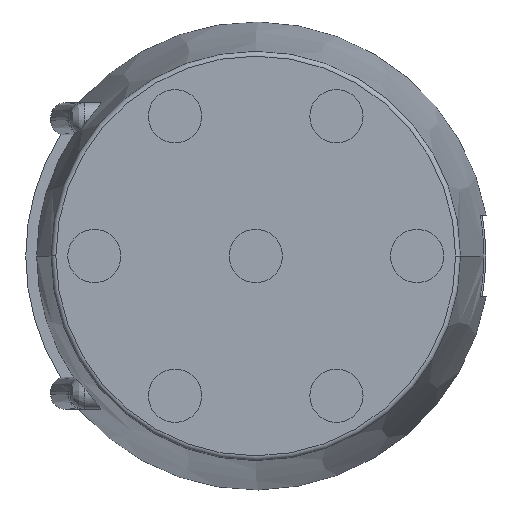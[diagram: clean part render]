
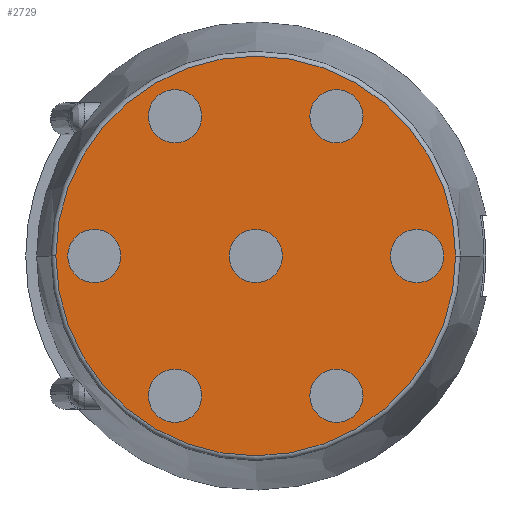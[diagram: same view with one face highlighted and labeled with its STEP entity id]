
A CAD part, left-side view. The second image highlights one B-rep face of the part: STEP entity #2729.
In plain terms, the highlighted planar face has unit normal (-1, 0, 0).
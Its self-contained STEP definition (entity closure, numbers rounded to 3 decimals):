
#852=CARTESIAN_POINT('',(-15.,0.,0.));
#853=DIRECTION('',(-1.,0.,0.));
#854=DIRECTION('',(0.,1.,0.));
#855=AXIS2_PLACEMENT_3D('',#852,#853,#854);
#857=CARTESIAN_POINT('',(-15.,0.,0.));
#858=DIRECTION('',(-1.,0.,0.));
#859=DIRECTION('',(0.,-1.,0.));
#860=AXIS2_PLACEMENT_3D('',#857,#858,#859);
#862=CARTESIAN_POINT('',(-15.,10.,0.));
#863=DIRECTION('',(-1.,0.,0.));
#864=DIRECTION('',(0.,0.,1.));
#865=AXIS2_PLACEMENT_3D('',#862,#863,#864);
#867=CARTESIAN_POINT('',(-15.,10.,0.));
#868=DIRECTION('',(-1.,0.,0.));
#869=DIRECTION('',(0.,0.,-1.));
#870=AXIS2_PLACEMENT_3D('',#867,#868,#869);
#872=CARTESIAN_POINT('',(-15.,5.,-8.66));
#873=DIRECTION('',(-1.,0.,0.));
#874=DIRECTION('',(0.,0.,1.));
#875=AXIS2_PLACEMENT_3D('',#872,#873,#874);
#877=CARTESIAN_POINT('',(-15.,5.,-8.66));
#878=DIRECTION('',(-1.,0.,0.));
#879=DIRECTION('',(0.,0.,-1.));
#880=AXIS2_PLACEMENT_3D('',#877,#878,#879);
#882=CARTESIAN_POINT('',(-15.,-5.,-8.66));
#883=DIRECTION('',(-1.,0.,0.));
#884=DIRECTION('',(0.,0.,1.));
#885=AXIS2_PLACEMENT_3D('',#882,#883,#884);
#887=CARTESIAN_POINT('',(-15.,-5.,-8.66));
#888=DIRECTION('',(-1.,0.,0.));
#889=DIRECTION('',(0.,0.,-1.));
#890=AXIS2_PLACEMENT_3D('',#887,#888,#889);
#892=CARTESIAN_POINT('',(-15.,-10.,0.));
#893=DIRECTION('',(-1.,0.,0.));
#894=DIRECTION('',(0.,0.,1.));
#895=AXIS2_PLACEMENT_3D('',#892,#893,#894);
#897=CARTESIAN_POINT('',(-15.,-10.,0.));
#898=DIRECTION('',(-1.,0.,0.));
#899=DIRECTION('',(0.,0.,-1.));
#900=AXIS2_PLACEMENT_3D('',#897,#898,#899);
#902=CARTESIAN_POINT('',(-15.,-5.,8.66));
#903=DIRECTION('',(-1.,0.,0.));
#904=DIRECTION('',(0.,0.,1.));
#905=AXIS2_PLACEMENT_3D('',#902,#903,#904);
#907=CARTESIAN_POINT('',(-15.,-5.,8.66));
#908=DIRECTION('',(-1.,0.,0.));
#909=DIRECTION('',(0.,0.,-1.));
#910=AXIS2_PLACEMENT_3D('',#907,#908,#909);
#912=CARTESIAN_POINT('',(-15.,5.,8.66));
#913=DIRECTION('',(-1.,0.,0.));
#914=DIRECTION('',(0.,0.,1.));
#915=AXIS2_PLACEMENT_3D('',#912,#913,#914);
#917=CARTESIAN_POINT('',(-15.,5.,8.66));
#918=DIRECTION('',(-1.,0.,0.));
#919=DIRECTION('',(0.,0.,-1.));
#920=AXIS2_PLACEMENT_3D('',#917,#918,#919);
#922=CARTESIAN_POINT('',(-15.,0.,0.));
#923=DIRECTION('',(-1.,0.,0.));
#924=DIRECTION('',(0.,0.,1.));
#925=AXIS2_PLACEMENT_3D('',#922,#923,#924);
#927=CARTESIAN_POINT('',(-15.,0.,0.));
#928=DIRECTION('',(-1.,0.,0.));
#929=DIRECTION('',(0.,0.,-1.));
#930=AXIS2_PLACEMENT_3D('',#927,#928,#929);
#1272=CARTESIAN_POINT('',(-15.,10.,1.65));
#1273=CARTESIAN_POINT('',(-15.,10.,-1.65));
#1274=VERTEX_POINT('',#1272);
#1275=VERTEX_POINT('',#1273);
#1276=CARTESIAN_POINT('',(-15.,5.,-7.01));
#1277=CARTESIAN_POINT('',(-15.,5.,-10.31));
#1278=VERTEX_POINT('',#1276);
#1279=VERTEX_POINT('',#1277);
#1280=CARTESIAN_POINT('',(-15.,-5.,-7.01));
#1281=CARTESIAN_POINT('',(-15.,-5.,-10.31));
#1282=VERTEX_POINT('',#1280);
#1283=VERTEX_POINT('',#1281);
#1284=CARTESIAN_POINT('',(-15.,-10.,1.65));
#1285=CARTESIAN_POINT('',(-15.,-10.,-1.65));
#1286=VERTEX_POINT('',#1284);
#1287=VERTEX_POINT('',#1285);
#1288=CARTESIAN_POINT('',(-15.,-5.,10.31));
#1289=CARTESIAN_POINT('',(-15.,-5.,7.01));
#1290=VERTEX_POINT('',#1288);
#1291=VERTEX_POINT('',#1289);
#1292=CARTESIAN_POINT('',(-15.,5.,10.31));
#1293=CARTESIAN_POINT('',(-15.,5.,7.01));
#1294=VERTEX_POINT('',#1292);
#1295=VERTEX_POINT('',#1293);
#1356=CARTESIAN_POINT('',(-15.,0.,1.65));
#1357=CARTESIAN_POINT('',(-15.,0.,-1.65));
#1358=VERTEX_POINT('',#1356);
#1359=VERTEX_POINT('',#1357);
#1360=CARTESIAN_POINT('',(-15.,12.385,0.));
#1361=CARTESIAN_POINT('',(-15.,-12.385,0.));
#1362=VERTEX_POINT('',#1360);
#1363=VERTEX_POINT('',#1361);
#2677=CARTESIAN_POINT('',(-15.,0.,0.));
#2678=DIRECTION('',(1.,0.,0.));
#2679=DIRECTION('',(0.,-1.,0.));
#2680=AXIS2_PLACEMENT_3D('',#2677,#2678,#2679);
#2681=PLANE('',#2680);
#2682=ORIENTED_EDGE('',*,*,#2667,.F.);
#2684=ORIENTED_EDGE('',*,*,#2683,.F.);
#2685=EDGE_LOOP('',(#2682,#2684));
#2686=FACE_OUTER_BOUND('',#2685,.F.);
#2688=ORIENTED_EDGE('',*,*,#2687,.T.);
#2690=ORIENTED_EDGE('',*,*,#2689,.T.);
#2691=EDGE_LOOP('',(#2688,#2690));
#2692=FACE_BOUND('',#2691,.F.);
#2694=ORIENTED_EDGE('',*,*,#2693,.T.);
#2696=ORIENTED_EDGE('',*,*,#2695,.T.);
#2697=EDGE_LOOP('',(#2694,#2696));
#2698=FACE_BOUND('',#2697,.F.);
#2700=ORIENTED_EDGE('',*,*,#2699,.T.);
#2702=ORIENTED_EDGE('',*,*,#2701,.T.);
#2703=EDGE_LOOP('',(#2700,#2702));
#2704=FACE_BOUND('',#2703,.F.);
#2706=ORIENTED_EDGE('',*,*,#2705,.T.);
#2708=ORIENTED_EDGE('',*,*,#2707,.T.);
#2709=EDGE_LOOP('',(#2706,#2708));
#2710=FACE_BOUND('',#2709,.F.);
#2712=ORIENTED_EDGE('',*,*,#2711,.T.);
#2714=ORIENTED_EDGE('',*,*,#2713,.T.);
#2715=EDGE_LOOP('',(#2712,#2714));
#2716=FACE_BOUND('',#2715,.F.);
#2718=ORIENTED_EDGE('',*,*,#2717,.T.);
#2720=ORIENTED_EDGE('',*,*,#2719,.T.);
#2721=EDGE_LOOP('',(#2718,#2720));
#2722=FACE_BOUND('',#2721,.F.);
#2724=ORIENTED_EDGE('',*,*,#2723,.T.);
#2726=ORIENTED_EDGE('',*,*,#2725,.T.);
#2727=EDGE_LOOP('',(#2724,#2726));
#2728=FACE_BOUND('',#2727,.F.);
#2729=ADVANCED_FACE('',(#2686,#2692,#2698,#2704,#2710,#2716,#2722,#2728),#2681,
.F.);
#856=CIRCLE('',#855,12.385);
#861=CIRCLE('',#860,12.385);
#866=CIRCLE('',#865,1.65);
#871=CIRCLE('',#870,1.65);
#876=CIRCLE('',#875,1.65);
#881=CIRCLE('',#880,1.65);
#886=CIRCLE('',#885,1.65);
#891=CIRCLE('',#890,1.65);
#896=CIRCLE('',#895,1.65);
#901=CIRCLE('',#900,1.65);
#906=CIRCLE('',#905,1.65);
#911=CIRCLE('',#910,1.65);
#916=CIRCLE('',#915,1.65);
#921=CIRCLE('',#920,1.65);
#926=CIRCLE('',#925,1.65);
#931=CIRCLE('',#930,1.65);
#2667=EDGE_CURVE('',#1362,#1363,#856,.T.);
#2683=EDGE_CURVE('',#1363,#1362,#861,.T.);
#2687=EDGE_CURVE('',#1274,#1275,#866,.T.);
#2689=EDGE_CURVE('',#1275,#1274,#871,.T.);
#2693=EDGE_CURVE('',#1278,#1279,#876,.T.);
#2695=EDGE_CURVE('',#1279,#1278,#881,.T.);
#2699=EDGE_CURVE('',#1282,#1283,#886,.T.);
#2701=EDGE_CURVE('',#1283,#1282,#891,.T.);
#2705=EDGE_CURVE('',#1286,#1287,#896,.T.);
#2707=EDGE_CURVE('',#1287,#1286,#901,.T.);
#2711=EDGE_CURVE('',#1290,#1291,#906,.T.);
#2713=EDGE_CURVE('',#1291,#1290,#911,.T.);
#2717=EDGE_CURVE('',#1294,#1295,#916,.T.);
#2719=EDGE_CURVE('',#1295,#1294,#921,.T.);
#2723=EDGE_CURVE('',#1358,#1359,#926,.T.);
#2725=EDGE_CURVE('',#1359,#1358,#931,.T.);
